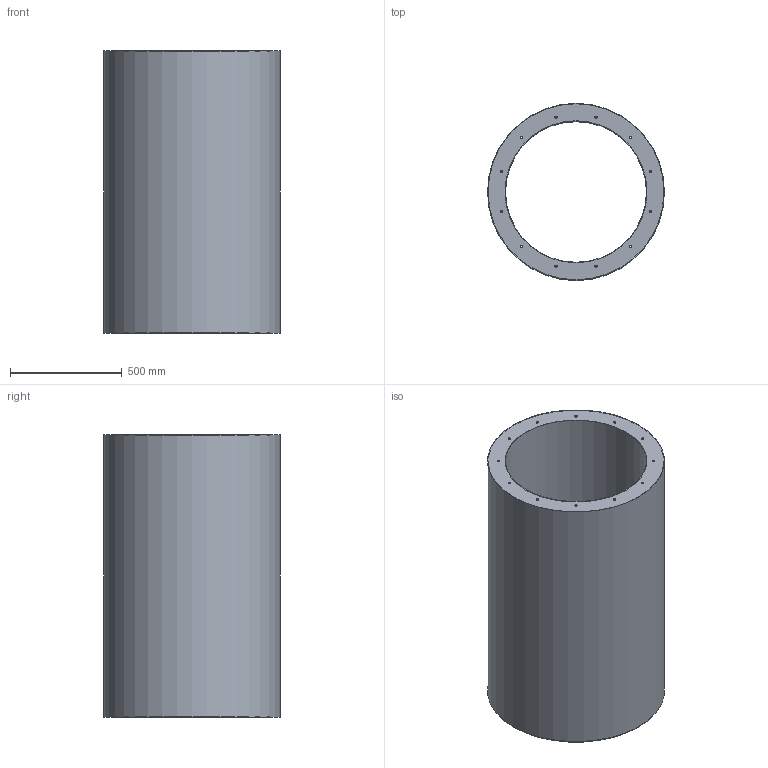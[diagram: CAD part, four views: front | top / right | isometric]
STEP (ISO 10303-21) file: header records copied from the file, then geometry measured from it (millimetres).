
FILE_DESCRIPTION (( 'STEP AP203' ), '1' );
FILE_NAME ('CCsa63x2D_1SI0636.STEP', '2022-02-23T10:31:41', ( '' ), ( '' ), 'SwSTEP 2.0', 'SolidWorks 2018', '' );
FILE_SCHEMA (( 'CONFIG_CONTROL_DESIGN' ));
Length unit declared in the file: millimetre
Products named in the file (1): CCsa63x2D_1SI0636
Bounding box: 790 x 790 x 1260 mm (x, y, z)
Volume: 11916186.6 mm3; surface area: 11917694.6 mm2
Topology: 1 solids, 1 shells, 32 faces, 108 edges, 80 vertices
Faces by surface type: cylinder 28, plane 4
Full cylindrical faces by diameter (mm): 10 x24, 630 x1, 634 x1, 786 x1, 790 x1
Entity records: 1061 total; most frequent: DIRECTION 178, CARTESIAN_POINT 145, ORIENTED_EDGE 112, EDGE_LOOP 112, AXIS2_PLACEMENT_3D 89, FACE_OUTER_BOUND 60, EDGE_CURVE 56, CIRCLE 56
